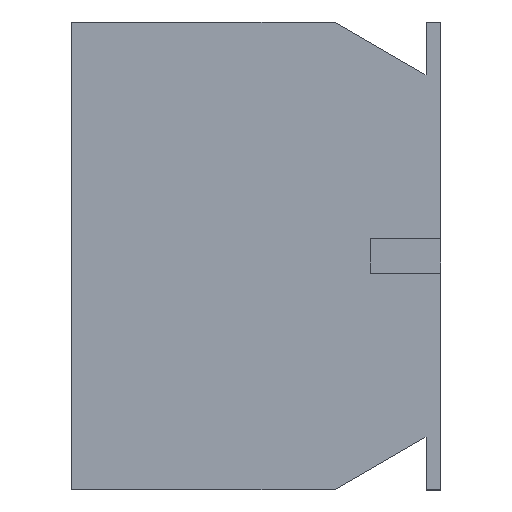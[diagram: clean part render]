
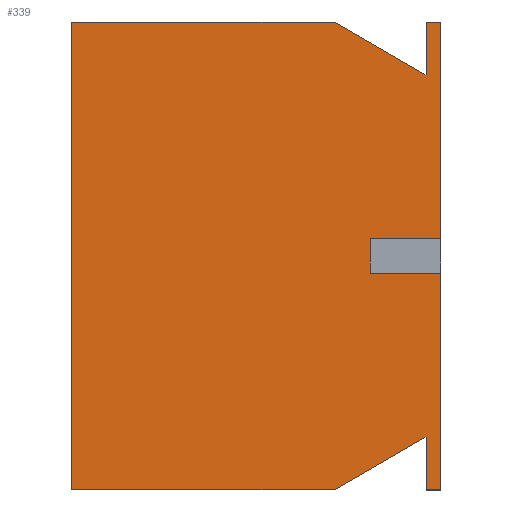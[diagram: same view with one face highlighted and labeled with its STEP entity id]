
A CAD part, top view. The second image highlights one B-rep face of the part: STEP entity #339.
In plain terms, the highlighted planar face has unit normal (0, 0, 1).
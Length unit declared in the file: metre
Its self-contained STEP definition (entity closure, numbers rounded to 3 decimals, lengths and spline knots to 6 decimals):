
#29=ORIENTED_EDGE('',*,*,#112,.T.);
#30=ORIENTED_EDGE('',*,*,#124,.T.);
#31=ORIENTED_EDGE('',*,*,#125,.F.);
#32=ORIENTED_EDGE('',*,*,#126,.F.);
#33=ORIENTED_EDGE('',*,*,#127,.T.);
#34=ORIENTED_EDGE('',*,*,#128,.F.);
#35=ORIENTED_EDGE('',*,*,#129,.T.);
#36=ORIENTED_EDGE('',*,*,#130,.T.);
#37=ORIENTED_EDGE('',*,*,#131,.F.);
#38=ORIENTED_EDGE('',*,*,#132,.T.);
#39=ORIENTED_EDGE('',*,*,#133,.T.);
#40=ORIENTED_EDGE('',*,*,#134,.T.);
#41=ORIENTED_EDGE('',*,*,#135,.F.);
#42=ORIENTED_EDGE('',*,*,#136,.F.);
#112=EDGE_CURVE('',#161,#159,#192,.T.);
#124=EDGE_CURVE('',#159,#171,#204,.T.);
#125=EDGE_CURVE('',#172,#171,#205,.T.);
#126=EDGE_CURVE('',#173,#172,#206,.T.);
#127=EDGE_CURVE('',#173,#174,#207,.T.);
#128=EDGE_CURVE('',#175,#174,#208,.T.);
#129=EDGE_CURVE('',#175,#176,#209,.T.);
#130=EDGE_CURVE('',#176,#177,#210,.T.);
#131=EDGE_CURVE('',#178,#177,#211,.T.);
#132=EDGE_CURVE('',#178,#179,#212,.T.);
#133=EDGE_CURVE('',#179,#180,#213,.T.);
#134=EDGE_CURVE('',#180,#181,#214,.T.);
#135=EDGE_CURVE('',#182,#181,#215,.T.);
#136=EDGE_CURVE('',#161,#182,#216,.T.);
#159=VERTEX_POINT('',#478);
#161=VERTEX_POINT('',#481);
#171=VERTEX_POINT('',#506);
#172=VERTEX_POINT('',#508);
#173=VERTEX_POINT('',#510);
#174=VERTEX_POINT('',#512);
#175=VERTEX_POINT('',#514);
#176=VERTEX_POINT('',#516);
#177=VERTEX_POINT('',#518);
#178=VERTEX_POINT('',#520);
#179=VERTEX_POINT('',#522);
#180=VERTEX_POINT('',#524);
#181=VERTEX_POINT('',#526);
#182=VERTEX_POINT('',#528);
#192=LINE('',#480,#238);
#204=LINE('',#505,#250);
#205=LINE('',#507,#251);
#206=LINE('',#509,#252);
#207=LINE('',#511,#253);
#208=LINE('',#513,#254);
#209=LINE('',#515,#255);
#210=LINE('',#517,#256);
#211=LINE('',#519,#257);
#212=LINE('',#521,#258);
#213=LINE('',#523,#259);
#214=LINE('',#525,#260);
#215=LINE('',#527,#261);
#216=LINE('',#529,#262);
#238=VECTOR('',#392,1.);
#250=VECTOR('',#410,1.);
#251=VECTOR('',#411,1.);
#252=VECTOR('',#412,1.);
#253=VECTOR('',#413,1.);
#254=VECTOR('',#414,1.);
#255=VECTOR('',#415,1.);
#256=VECTOR('',#416,1.);
#257=VECTOR('',#417,1.);
#258=VECTOR('',#418,1.);
#259=VECTOR('',#419,1.);
#260=VECTOR('',#420,1.);
#261=VECTOR('',#421,1.);
#262=VECTOR('',#422,1.);
#286=EDGE_LOOP('',(#29,#30,#31,#32,#33,#34,#35,#36,#37,#38,#39,#40,#41,
#42));
#304=FACE_BOUND('',#286,.T.);
#322=PLANE('',#370);
#339=ADVANCED_FACE('',(#304),#322,.T.);
#370=AXIS2_PLACEMENT_3D('',#504,#408,#409);
#392=DIRECTION('',(0.,1.,0.));
#408=DIRECTION('',(0.,0.,1.));
#409=DIRECTION('',(1.,0.,0.));
#410=DIRECTION('',(1.,0.,0.));
#411=DIRECTION('',(0.,-1.,0.));
#412=DIRECTION('',(1.,0.,0.));
#413=DIRECTION('',(0.,-1.,0.));
#414=DIRECTION('',(0.866,-0.5,0.));
#415=DIRECTION('',(-1.,0.,0.));
#416=DIRECTION('',(0.,-1.,0.));
#417=DIRECTION('',(-1.,0.,0.));
#418=DIRECTION('',(0.866,0.5,0.));
#419=DIRECTION('',(0.,-1.,0.));
#420=DIRECTION('',(1.,0.,0.));
#421=DIRECTION('',(0.,-1.,0.));
#422=DIRECTION('',(1.,0.,0.));
#478=CARTESIAN_POINT('',(0.034827,-0.145415,-0.0015));
#480=CARTESIAN_POINT('',(0.034827,-0.148365,-0.0015));
#481=CARTESIAN_POINT('',(0.034827,-0.151315,-0.0015));
#504=CARTESIAN_POINT('',(0.005827,-0.148365,-0.0015));
#505=CARTESIAN_POINT('',(0.028825,-0.145415,-0.0015));
#506=CARTESIAN_POINT('',(0.040827,-0.145415,-0.0015));
#507=CARTESIAN_POINT('',(0.040827,-0.148365,-0.0015));
#508=CARTESIAN_POINT('',(0.040827,-0.108365,-0.0015));
#509=CARTESIAN_POINT('',(0.039577,-0.108365,-0.0015));
#510=CARTESIAN_POINT('',(0.038327,-0.108365,-0.0015));
#511=CARTESIAN_POINT('',(0.038327,-0.183837,-0.0015));
#512=CARTESIAN_POINT('',(0.038327,-0.117422,-0.0015));
#513=CARTESIAN_POINT('',(0.027351,-0.111085,-0.0015));
#514=CARTESIAN_POINT('',(0.022641,-0.108365,-0.0015));
#515=CARTESIAN_POINT('',(0.005827,-0.108365,-0.0015));
#516=CARTESIAN_POINT('',(-0.022295,-0.108365,-0.0015));
#517=CARTESIAN_POINT('',(-0.022295,-0.148365,-0.0015));
#518=CARTESIAN_POINT('',(-0.022295,-0.188365,-0.0015));
#519=CARTESIAN_POINT('',(0.005827,-0.188365,-0.0015));
#520=CARTESIAN_POINT('',(0.022641,-0.188365,-0.0015));
#521=CARTESIAN_POINT('',(0.027351,-0.185646,-0.0015));
#522=CARTESIAN_POINT('',(0.038327,-0.179309,-0.0015));
#523=CARTESIAN_POINT('',(0.038327,-0.183837,-0.0015));
#524=CARTESIAN_POINT('',(0.038327,-0.188365,-0.0015));
#525=CARTESIAN_POINT('',(0.039577,-0.188365,-0.0015));
#526=CARTESIAN_POINT('',(0.040827,-0.188365,-0.0015));
#527=CARTESIAN_POINT('',(0.040827,-0.148365,-0.0015));
#528=CARTESIAN_POINT('',(0.040827,-0.151315,-0.0015));
#529=CARTESIAN_POINT('',(0.028825,-0.151315,-0.0015));
